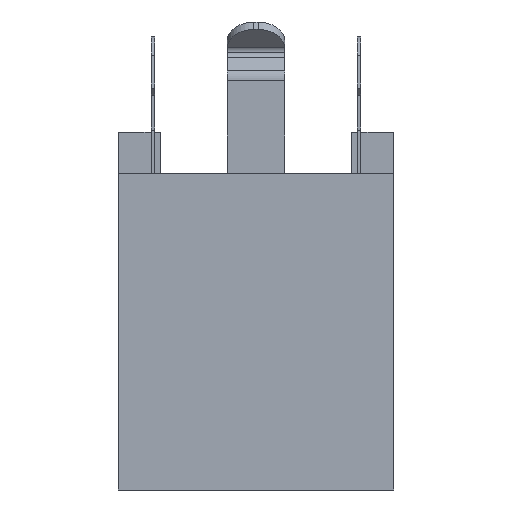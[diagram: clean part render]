
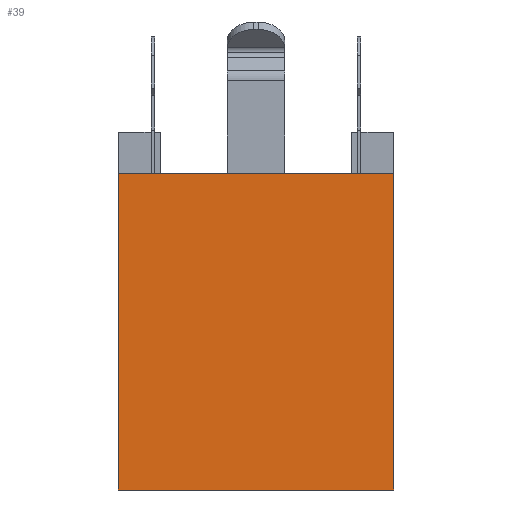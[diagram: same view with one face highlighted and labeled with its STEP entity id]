
A CAD part, front view. The second image highlights one B-rep face of the part: STEP entity #39.
In plain terms, the highlighted planar face has unit normal (0, -1, 0).
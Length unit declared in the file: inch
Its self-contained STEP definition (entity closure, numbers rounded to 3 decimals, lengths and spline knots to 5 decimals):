
#39 = ADVANCED_FACE ( 'NONE', ( #1563 ), #114, .F. ) ;
#43 = DIRECTION ( 'NONE',  ( 1., 0., 0. ) ) ;
#71 = EDGE_CURVE ( 'NONE', #2264, #1967, #2517, .T. ) ;
#96 = LINE ( 'NONE', #2429, #1856 ) ;
#100 = LINE ( 'NONE', #1220, #2058 ) ;
#114 = PLANE ( 'NONE',  #2995 ) ;
#138 = CARTESIAN_POINT ( 'NONE',  ( -0.20472, -0.197, 0.23606 ) ) ;
#201 = ORIENTED_EDGE ( 'NONE', *, *, #71, .F. ) ;
#233 = CARTESIAN_POINT ( 'NONE',  ( 0.20472, -0.197, -0.226 ) ) ;
#630 = VERTEX_POINT ( 'NONE', #2625 ) ;
#662 = ORIENTED_EDGE ( 'NONE', *, *, #2704, .F. ) ;
#892 = VECTOR ( 'NONE', #1161, 39.37008 ) ;
#947 = CARTESIAN_POINT ( 'NONE',  ( 0.19685, -0.197, 0.227 ) ) ;
#995 = ORIENTED_EDGE ( 'NONE', *, *, #2495, .F. ) ;
#1023 = DIRECTION ( 'NONE',  ( 0., 0., 1. ) ) ;
#1065 = DIRECTION ( 'NONE',  ( 0., 0., 1. ) ) ;
#1161 = DIRECTION ( 'NONE',  ( -1., 0., 0. ) ) ;
#1220 = CARTESIAN_POINT ( 'NONE',  ( -0.20472, -0.197, 0.227 ) ) ;
#1227 = CARTESIAN_POINT ( 'NONE',  ( -0.19685, -0.197, -0.226 ) ) ;
#1563 = FACE_OUTER_BOUND ( 'NONE', #2933, .T. ) ;
#1772 = CARTESIAN_POINT ( 'NONE',  ( 0.19685, -0.197, 0.23606 ) ) ;
#1856 = VECTOR ( 'NONE', #1023, 39.37008 ) ;
#1876 = VECTOR ( 'NONE', #2726, 39.37008 ) ;
#1893 = EDGE_CURVE ( 'NONE', #1967, #2532, #2135, .T. ) ;
#1967 = VERTEX_POINT ( 'NONE', #2544 ) ;
#1968 = ORIENTED_EDGE ( 'NONE', *, *, #1893, .F. ) ;
#1992 = DIRECTION ( 'NONE',  ( 0., 1., 0. ) ) ;
#2058 = VECTOR ( 'NONE', #43, 39.37008 ) ;
#2135 = LINE ( 'NONE', #233, #892 ) ;
#2264 = VERTEX_POINT ( 'NONE', #947 ) ;
#2429 = CARTESIAN_POINT ( 'NONE',  ( -0.19685, -0.197, -0.23624 ) ) ;
#2495 = EDGE_CURVE ( 'NONE', #630, #2264, #100, .T. ) ;
#2517 = LINE ( 'NONE', #1772, #1876 ) ;
#2532 = VERTEX_POINT ( 'NONE', #1227 ) ;
#2544 = CARTESIAN_POINT ( 'NONE',  ( 0.19685, -0.197, -0.226 ) ) ;
#2625 = CARTESIAN_POINT ( 'NONE',  ( -0.19685, -0.197, 0.227 ) ) ;
#2704 = EDGE_CURVE ( 'NONE', #2532, #630, #96, .T. ) ;
#2726 = DIRECTION ( 'NONE',  ( 0., 0., -1. ) ) ;
#2933 = EDGE_LOOP ( 'NONE', ( #662, #1968, #201, #995 ) ) ;
#2995 = AXIS2_PLACEMENT_3D ( 'NONE', #138, #1992, #1065 ) ;
